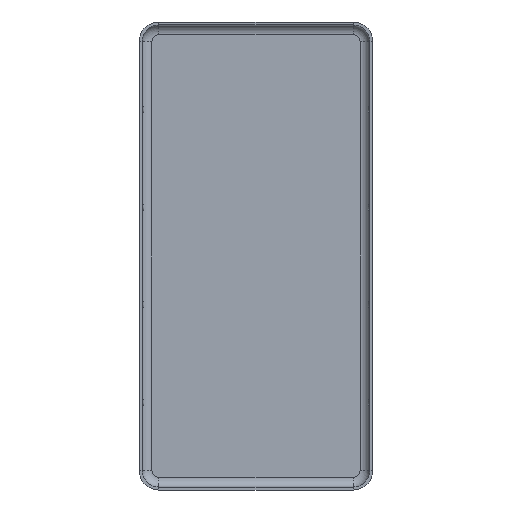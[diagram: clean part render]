
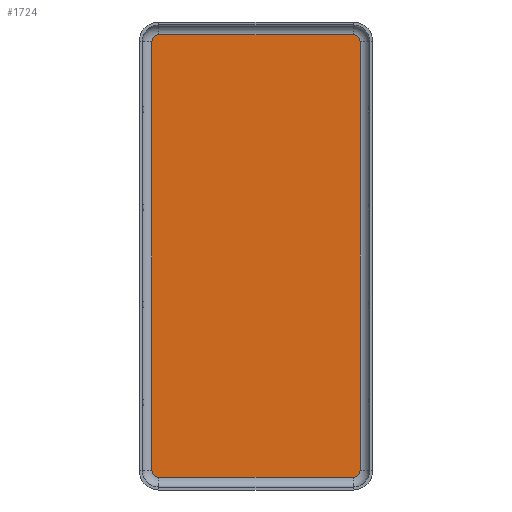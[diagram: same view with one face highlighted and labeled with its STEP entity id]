
A CAD part, front view. The second image highlights one B-rep face of the part: STEP entity #1724.
In plain terms, the highlighted planar face has unit normal (0, -1, 0).
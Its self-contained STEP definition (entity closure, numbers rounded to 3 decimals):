
#18 = LINE ( 'NONE', #456, #1055 ) ;
#45 = VECTOR ( 'NONE', #240, 1000. ) ;
#61 = PLANE ( 'NONE',  #874 ) ;
#65 = AXIS2_PLACEMENT_3D ( 'NONE', #953, #1103, #1128 ) ;
#142 = VERTEX_POINT ( 'NONE', #1497 ) ;
#150 = CARTESIAN_POINT ( 'NONE',  ( 9.95, 0., 22.65 ) ) ;
#184 = DIRECTION ( 'NONE',  ( 0., -1., 0. ) ) ;
#187 = CIRCLE ( 'NONE', #753, 0.7 ) ;
#193 = DIRECTION ( 'NONE',  ( 0., 1., 0. ) ) ;
#240 = DIRECTION ( 'NONE',  ( -1., 0., 0. ) ) ;
#276 = EDGE_CURVE ( 'NONE', #875, #1313, #1718, .T. ) ;
#329 = DIRECTION ( 'NONE',  ( 0., 0., -1. ) ) ;
#330 = LINE ( 'NONE', #1190, #45 ) ;
#342 = EDGE_CURVE ( 'NONE', #986, #142, #18, .T. ) ;
#373 = CARTESIAN_POINT ( 'NONE',  ( -10.65, 0., 21.95 ) ) ;
#389 = ORIENTED_EDGE ( 'NONE', *, *, #342, .T. ) ;
#404 = CARTESIAN_POINT ( 'NONE',  ( 9.95, 0., -22.65 ) ) ;
#411 = AXIS2_PLACEMENT_3D ( 'NONE', #1259, #1435, #329 ) ;
#423 = CARTESIAN_POINT ( 'NONE',  ( 10.65, 0., -21.95 ) ) ;
#429 = VERTEX_POINT ( 'NONE', #373 ) ;
#456 = CARTESIAN_POINT ( 'NONE',  ( 9.95, 0., 22.65 ) ) ;
#482 = CARTESIAN_POINT ( 'NONE',  ( 10.65, 0., 0. ) ) ;
#531 = VERTEX_POINT ( 'NONE', #1969 ) ;
#603 = LINE ( 'NONE', #482, #1994 ) ;
#610 = DIRECTION ( 'NONE',  ( 0., 0., -1. ) ) ;
#696 = DIRECTION ( 'NONE',  ( 0., 0., -1. ) ) ;
#710 = VECTOR ( 'NONE', #696, 1000. ) ;
#740 = EDGE_CURVE ( 'NONE', #1313, #1447, #330, .T. ) ;
#753 = AXIS2_PLACEMENT_3D ( 'NONE', #1931, #184, #1423 ) ;
#778 = ORIENTED_EDGE ( 'NONE', *, *, #740, .F. ) ;
#874 = AXIS2_PLACEMENT_3D ( 'NONE', #1314, #1141, #1803 ) ;
#875 = VERTEX_POINT ( 'NONE', #423 ) ;
#927 = CARTESIAN_POINT ( 'NONE',  ( -10.65, 0., -21.95 ) ) ;
#942 = ORIENTED_EDGE ( 'NONE', *, *, #276, .F. ) ;
#950 = VERTEX_POINT ( 'NONE', #927 ) ;
#953 = CARTESIAN_POINT ( 'NONE',  ( -9.95, 0., -21.95 ) ) ;
#986 = VERTEX_POINT ( 'NONE', #150 ) ;
#1011 = ORIENTED_EDGE ( 'NONE', *, *, #1015, .F. ) ;
#1015 = EDGE_CURVE ( 'NONE', #531, #875, #603, .T. ) ;
#1055 = VECTOR ( 'NONE', #1409, 1000. ) ;
#1103 = DIRECTION ( 'NONE',  ( 0., -1., 0. ) ) ;
#1128 = DIRECTION ( 'NONE',  ( 0., 0., 1. ) ) ;
#1138 = EDGE_CURVE ( 'NONE', #531, #986, #187, .T. ) ;
#1141 = DIRECTION ( 'NONE',  ( 0., -1., 0. ) ) ;
#1153 = EDGE_CURVE ( 'NONE', #950, #1447, #1780, .T. ) ;
#1190 = CARTESIAN_POINT ( 'NONE',  ( 9.95, 0., -22.65 ) ) ;
#1259 = CARTESIAN_POINT ( 'NONE',  ( -9.95, 0., 21.95 ) ) ;
#1286 = EDGE_CURVE ( 'NONE', #429, #950, #1707, .T. ) ;
#1296 = CIRCLE ( 'NONE', #411, 0.7 ) ;
#1306 = CARTESIAN_POINT ( 'NONE',  ( 9.95, 0., -21.95 ) ) ;
#1313 = VERTEX_POINT ( 'NONE', #404 ) ;
#1314 = CARTESIAN_POINT ( 'NONE',  ( 9.95, 0., -21.95 ) ) ;
#1336 = ORIENTED_EDGE ( 'NONE', *, *, #1999, .F. ) ;
#1385 = EDGE_LOOP ( 'NONE', ( #778, #942, #1011, #2050, #389, #1336, #1940, #1808 ) ) ;
#1409 = DIRECTION ( 'NONE',  ( -1., 0., 0. ) ) ;
#1423 = DIRECTION ( 'NONE',  ( 0., 0., -1. ) ) ;
#1435 = DIRECTION ( 'NONE',  ( 0., 1., 0. ) ) ;
#1447 = VERTEX_POINT ( 'NONE', #1687 ) ;
#1497 = CARTESIAN_POINT ( 'NONE',  ( -9.95, 0., 22.65 ) ) ;
#1507 = CARTESIAN_POINT ( 'NONE',  ( -10.65, 0., 0. ) ) ;
#1633 = DIRECTION ( 'NONE',  ( 0., 0., 1. ) ) ;
#1687 = CARTESIAN_POINT ( 'NONE',  ( -9.95, 0., -22.65 ) ) ;
#1705 = FACE_OUTER_BOUND ( 'NONE', #1385, .T. ) ;
#1707 = LINE ( 'NONE', #1507, #710 ) ;
#1718 = CIRCLE ( 'NONE', #1774, 0.7 ) ;
#1724 = ADVANCED_FACE ( 'NONE', ( #1705 ), #61, .T. ) ;
#1774 = AXIS2_PLACEMENT_3D ( 'NONE', #1306, #193, #1633 ) ;
#1780 = CIRCLE ( 'NONE', #65, 0.7 ) ;
#1803 = DIRECTION ( 'NONE',  ( 0., 0., -1. ) ) ;
#1808 = ORIENTED_EDGE ( 'NONE', *, *, #1153, .T. ) ;
#1931 = CARTESIAN_POINT ( 'NONE',  ( 9.95, 0., 21.95 ) ) ;
#1940 = ORIENTED_EDGE ( 'NONE', *, *, #1286, .T. ) ;
#1969 = CARTESIAN_POINT ( 'NONE',  ( 10.65, 0., 21.95 ) ) ;
#1994 = VECTOR ( 'NONE', #610, 1000. ) ;
#1999 = EDGE_CURVE ( 'NONE', #429, #142, #1296, .T. ) ;
#2050 = ORIENTED_EDGE ( 'NONE', *, *, #1138, .T. ) ;
